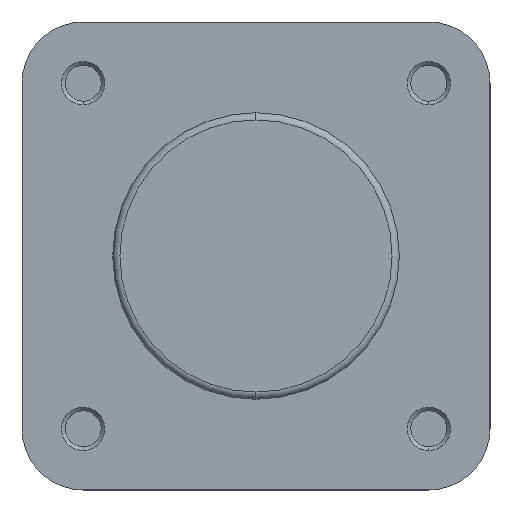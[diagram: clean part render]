
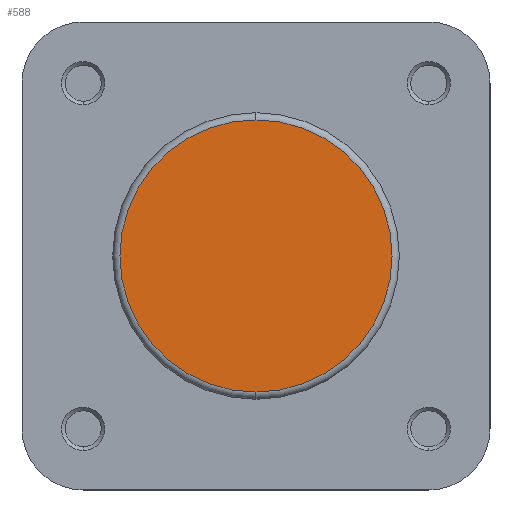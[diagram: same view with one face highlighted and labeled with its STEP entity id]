
A CAD part, left-side view. The second image highlights one B-rep face of the part: STEP entity #588.
In plain terms, the highlighted planar face has unit normal (-1, 0, 0).
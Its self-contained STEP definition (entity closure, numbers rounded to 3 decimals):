
#231 = CARTESIAN_POINT ( 'NONE',  ( 21., 0., -18.9 ) ) ;
#270 = CARTESIAN_POINT ( 'NONE',  ( 21., 0., 18.9 ) ) ;
#588 = ADVANCED_FACE ( 'NONE', ( #1064 ), #3632, .F. ) ;
#1064 = FACE_OUTER_BOUND ( 'NONE', #2652, .T. ) ;
#1455 = CARTESIAN_POINT ( 'NONE',  ( 21., 0., 0. ) ) ;
#1530 = CIRCLE ( 'NONE', #3270, 18.9 ) ;
#1632 = CIRCLE ( 'NONE', #3300, 18.9 ) ;
#1880 = DIRECTION ( 'NONE',  ( 0., 0., -1. ) ) ;
#1881 = DIRECTION ( 'NONE',  ( -1., 0., 0. ) ) ;
#2065 = DIRECTION ( 'NONE',  ( 0., 0., -1. ) ) ;
#2066 = DIRECTION ( 'NONE',  ( -1., 0., 0. ) ) ;
#2076 = CARTESIAN_POINT ( 'NONE',  ( 21., 0., 0. ) ) ;
#2243 = ORIENTED_EDGE ( 'NONE', *, *, #2812, .T. ) ;
#2262 = ORIENTED_EDGE ( 'NONE', *, *, #2872, .T. ) ;
#2652 = EDGE_LOOP ( 'NONE', ( #2243, #2262 ) ) ;
#2812 = EDGE_CURVE ( 'NONE', #4016, #4055, #1530, .T. ) ;
#2872 = EDGE_CURVE ( 'NONE', #4055, #4016, #1632, .T. ) ;
#3090 = AXIS2_PLACEMENT_3D ( 'NONE', #3622, #3611, #3610 ) ;
#3270 = AXIS2_PLACEMENT_3D ( 'NONE', #2076, #2066, #2065 ) ;
#3300 = AXIS2_PLACEMENT_3D ( 'NONE', #1455, #1881, #1880 ) ;
#3610 = DIRECTION ( 'NONE',  ( 0., 0., -1. ) ) ;
#3611 = DIRECTION ( 'NONE',  ( 1., 0., 0. ) ) ;
#3622 = CARTESIAN_POINT ( 'NONE',  ( 21., 19.9, 0. ) ) ;
#3632 = PLANE ( 'NONE',  #3090 ) ;
#4016 = VERTEX_POINT ( 'NONE', #231 ) ;
#4055 = VERTEX_POINT ( 'NONE', #270 ) ;
